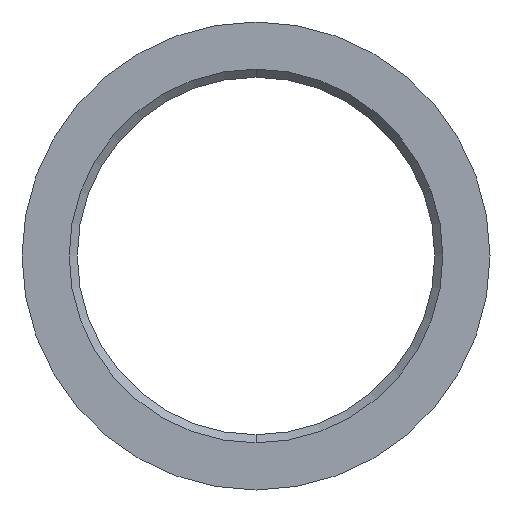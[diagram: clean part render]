
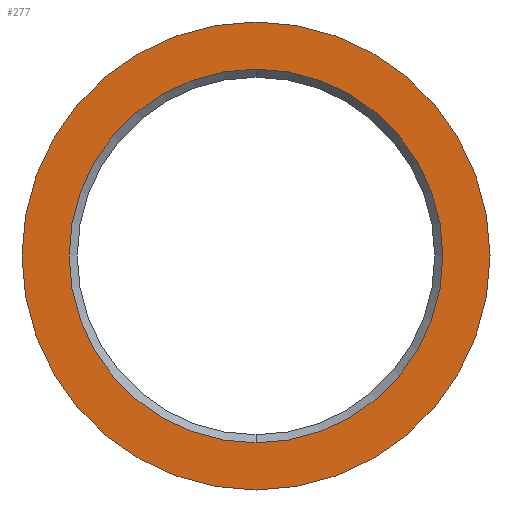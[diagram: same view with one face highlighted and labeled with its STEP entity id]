
A CAD part, front view. The second image highlights one B-rep face of the part: STEP entity #277.
In plain terms, the highlighted planar face has unit normal (0, -1, 0).
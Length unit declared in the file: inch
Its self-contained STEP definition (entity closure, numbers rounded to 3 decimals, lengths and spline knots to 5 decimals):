
#8 = ORIENTED_EDGE ( 'NONE', *, *, #331, .T. ) ;
#21 = EDGE_LOOP ( 'NONE', ( #351, #8 ) ) ;
#29 = EDGE_CURVE ( 'NONE', #363, #159, #79, .T. ) ;
#38 = AXIS2_PLACEMENT_3D ( 'NONE', #281, #89, #158 ) ;
#44 = AXIS2_PLACEMENT_3D ( 'NONE', #70, #62, #58 ) ;
#50 = EDGE_CURVE ( 'NONE', #420, #215, #340, .T. ) ;
#58 = DIRECTION ( 'NONE',  ( 0., 0., 1. ) ) ;
#60 = AXIS2_PLACEMENT_3D ( 'NONE', #78, #180, #84 ) ;
#62 = DIRECTION ( 'NONE',  ( 0., 1., 0. ) ) ;
#70 = CARTESIAN_POINT ( 'NONE',  ( 0., 0., 0. ) ) ;
#72 = CARTESIAN_POINT ( 'NONE',  ( 0., 0., -0.46 ) ) ;
#78 = CARTESIAN_POINT ( 'NONE',  ( 0., 0., 0. ) ) ;
#79 = CIRCLE ( 'NONE', #432, 0.576 ) ;
#84 = DIRECTION ( 'NONE',  ( 0., 0., 1. ) ) ;
#87 = ORIENTED_EDGE ( 'NONE', *, *, #29, .F. ) ;
#88 = CARTESIAN_POINT ( 'NONE',  ( 0., 0., 0. ) ) ;
#89 = DIRECTION ( 'NONE',  ( 0., 1., 0. ) ) ;
#110 = FACE_BOUND ( 'NONE', #21, .T. ) ;
#128 = DIRECTION ( 'NONE',  ( 0., 1., 0. ) ) ;
#133 = CIRCLE ( 'NONE', #396, 0.46 ) ;
#143 = CARTESIAN_POINT ( 'NONE',  ( 0., 0., 0. ) ) ;
#158 = DIRECTION ( 'NONE',  ( 0., 0., 1. ) ) ;
#159 = VERTEX_POINT ( 'NONE', #300 ) ;
#180 = DIRECTION ( 'NONE',  ( 0., 1., 0. ) ) ;
#187 = EDGE_LOOP ( 'NONE', ( #405, #87 ) ) ;
#190 = DIRECTION ( 'NONE',  ( 0., 0., 1. ) ) ;
#199 = DIRECTION ( 'NONE',  ( 0., 0., 1. ) ) ;
#215 = VERTEX_POINT ( 'NONE', #219 ) ;
#219 = CARTESIAN_POINT ( 'NONE',  ( 0., 0., 0.46 ) ) ;
#222 = CIRCLE ( 'NONE', #38, 0.576 ) ;
#235 = PLANE ( 'NONE',  #60 ) ;
#277 = ADVANCED_FACE ( 'NONE', ( #110, #303 ), #235, .F. ) ;
#279 = EDGE_CURVE ( 'NONE', #159, #363, #222, .T. ) ;
#281 = CARTESIAN_POINT ( 'NONE',  ( 0., 0., 0. ) ) ;
#300 = CARTESIAN_POINT ( 'NONE',  ( 0., 0., -0.576 ) ) ;
#303 = FACE_OUTER_BOUND ( 'NONE', #187, .T. ) ;
#331 = EDGE_CURVE ( 'NONE', #215, #420, #133, .T. ) ;
#340 = CIRCLE ( 'NONE', #44, 0.46 ) ;
#346 = CARTESIAN_POINT ( 'NONE',  ( 0., 0., 0.576 ) ) ;
#351 = ORIENTED_EDGE ( 'NONE', *, *, #50, .T. ) ;
#363 = VERTEX_POINT ( 'NONE', #346 ) ;
#396 = AXIS2_PLACEMENT_3D ( 'NONE', #88, #128, #190 ) ;
#405 = ORIENTED_EDGE ( 'NONE', *, *, #279, .F. ) ;
#420 = VERTEX_POINT ( 'NONE', #72 ) ;
#425 = DIRECTION ( 'NONE',  ( 0., 1., 0. ) ) ;
#432 = AXIS2_PLACEMENT_3D ( 'NONE', #143, #425, #199 ) ;
